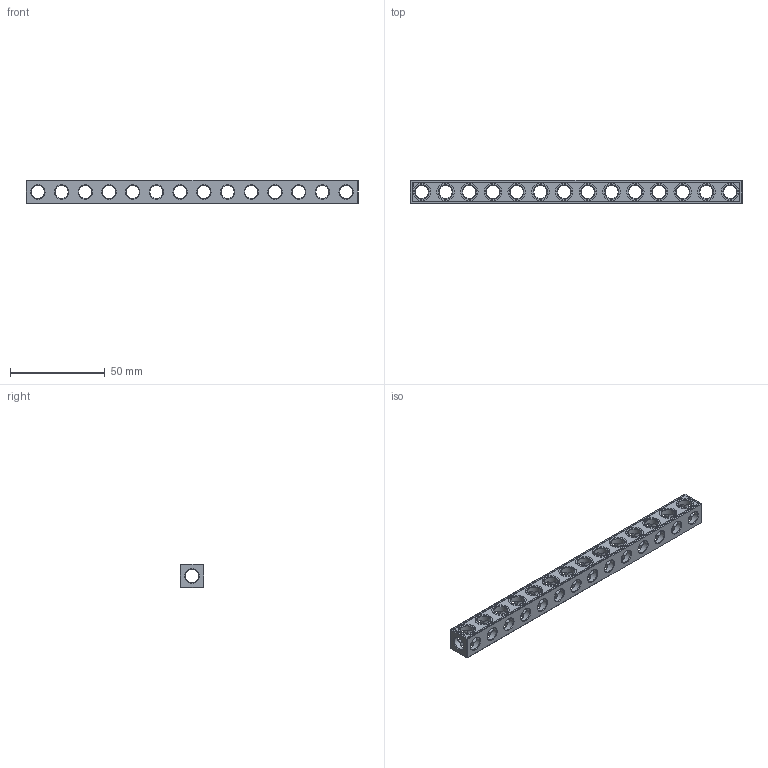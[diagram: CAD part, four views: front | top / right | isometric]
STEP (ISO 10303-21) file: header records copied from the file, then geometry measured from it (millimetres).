
FILE_DESCRIPTION(('FreeCAD Model'),'2;1');
FILE_NAME('Open CASCADE Shape Model','2021-05-23T22:03:35',( 'Paulo Kiefe'),('STEMFIE.org'),'Open CASCADE STEP processor 7.4', 'FreeCAD','Unknown');
FILE_SCHEMA(('AUTOMOTIVE_DESIGN { 1 0 10303 214 1 1 1 1 }'));
Products named in the file (1): Beam_STR_ESS_BU14x01x01_-_SPN-BEM-0051_(stemfie.org)
Bounding box: 175 x 12.5 x 12.5 mm (x, y, z)
Volume: 13665.7 mm3; surface area: 12352 mm2
Topology: 1 solids, 1 shells, 598 faces, 1813 edges, 1208 vertices
Faces by surface type: plane 353, extrusion 102, cylinder 85, cone 58
Full cylindrical faces by diameter (mm): 7 x71, 9.2 x14
Entity records: 60109 total; most frequent: CARTESIAN_POINT 25516, DIRECTION 5852, VECTOR 3911, LINE 3809, ORIENTED_EDGE 3626, PCURVE 3626, DEFINITIONAL_REPRESENTATION 3626, EDGE_CURVE 1813
